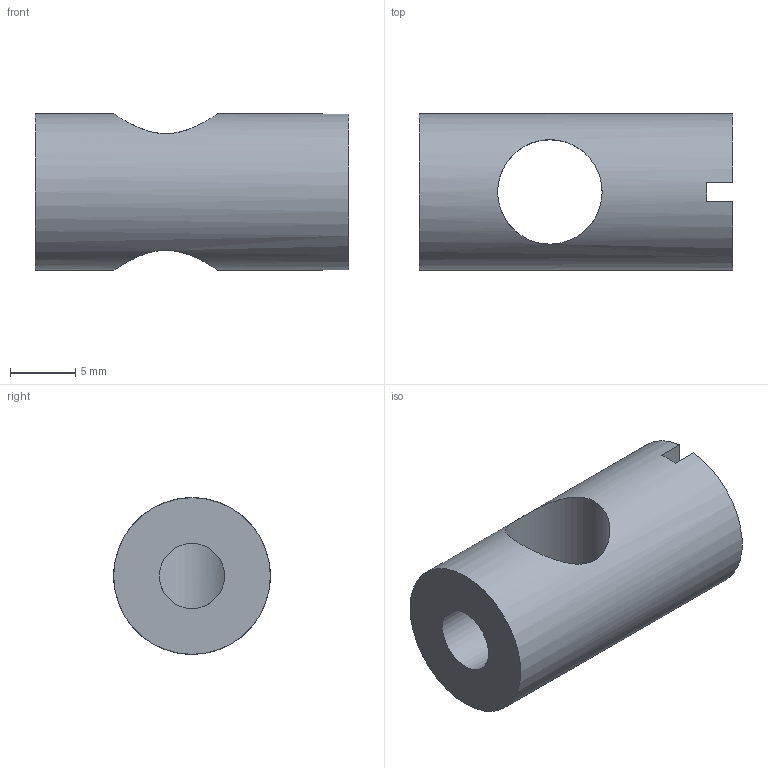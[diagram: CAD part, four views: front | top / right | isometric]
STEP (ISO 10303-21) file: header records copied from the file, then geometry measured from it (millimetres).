
FILE_DESCRIPTION(('FreeCAD Model'),'2;1');
FILE_NAME('Open CASCADE Shape Model','2022-12-07T17:42:22',(''),(''), 'Open CASCADE STEP processor 7.6','FreeCAD','Unknown');
FILE_SCHEMA(('AUTOMOTIVE_DESIGN { 1 0 10303 214 1 1 1 1 }'));
Length unit declared in the file: millimetre
Products named in the file (1): Body_Drossel
Bounding box: 24 x 12 x 12 mm (x, y, z)
Volume: 1989.1 mm3; surface area: 1390.3 mm2
Topology: 1 solids, 1 shells, 9 faces, 23 edges, 15 vertices
Faces by surface type: plane 6, cylinder 3
Full cylindrical faces by diameter (mm): 5 x1, 8 x1, 12 x1
Entity records: 1610 total; most frequent: CARTESIAN_POINT 1135, DIRECTION 80, ORIENTED_EDGE 46, PCURVE 46, DEFINITIONAL_REPRESENTATION 46, LINE 43, VECTOR 43, EDGE_CURVE 23
